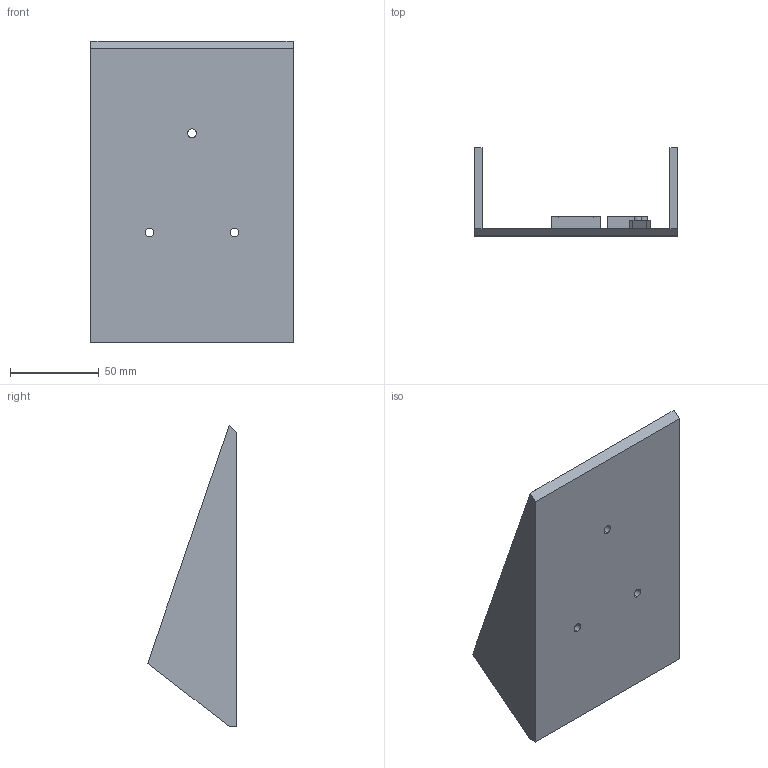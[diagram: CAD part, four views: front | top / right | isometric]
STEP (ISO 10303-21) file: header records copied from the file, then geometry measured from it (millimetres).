
FILE_DESCRIPTION (( 'STEP AP214' ), '1' );
FILE_NAME ('CuerpoParaUsoInterior214.STEP', '2024-06-03T20:16:13', ( '' ), ( '' ), 'SwSTEP 2.0', 'SolidWorks 2022', '' );
FILE_SCHEMA (( 'AUTOMOTIVE_DESIGN' ));
Length unit declared in the file: millimetre
Products named in the file (1): CuerpoParaUsoInterior214
Bounding box: 115 x 50 x 170 mm (x, y, z)
Volume: 116340.7 mm3; surface area: 60370.2 mm2
Topology: 1 solids, 1 shells, 115 faces, 310 edges, 204 vertices
Faces by surface type: plane 87, cylinder 28
Entity records: 3642 total; most frequent: CARTESIAN_POINT 630, ORIENTED_EDGE 620, DIRECTION 598, EDGE_CURVE 310, LINE 254, VECTOR 254, VERTEX_POINT 204, AXIS2_PLACEMENT_3D 172
